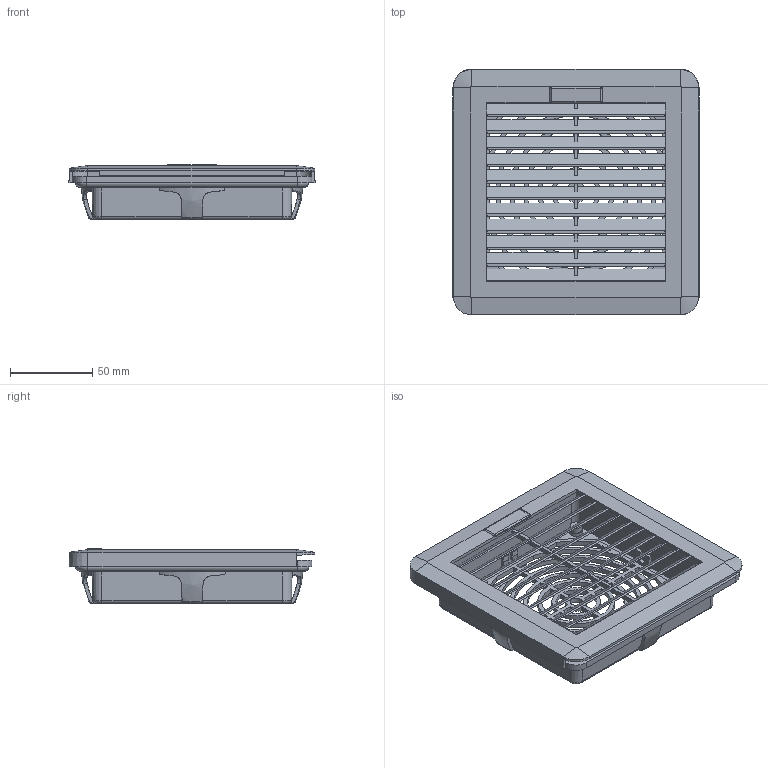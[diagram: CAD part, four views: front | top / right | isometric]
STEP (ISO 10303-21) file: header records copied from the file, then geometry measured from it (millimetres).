
FILE_DESCRIPTION(/* description */ (''),/* implementation_level */ '2;1');
FILE_NAME(/* name */ 'NLF-15.step',/* time_stamp */ '2022-06-22T11:40:39+03:00',/* author */ (''),/* organization */ (''),/* preprocessor_version */ 'ST-DEVELOPER v19',/* originating_system */ 'Autodesk Translation Framework v11.7.0.108',/* authorisation */ '');
FILE_SCHEMA (('AUTOMOTIVE_DESIGN { 1 0 10303 214 3 1 1 }'));
Length unit declared in the file: millimetre
Products named in the file (6): (Unsaved); NLF_15_СБ; NLF-15_Корпус; NLF-15_Крышка; NLF _ защелка; ЛОГО
Assembly tree (8 placements, depth 3):
  (Unsaved)
    NLF_15_СБ
      NLF-15_Корпус
      NLF-15_Крышка
      NLF _ защелка  x4
      ЛОГО
Bounding box: 150 x 149.8 x 33 mm (x, y, z)
Volume: 114792 mm3; surface area: 137317.4 mm2
Topology: 8 solids, 8 shells, 594 faces, 1651 edges, 1064 vertices
Faces by surface type: plane 401, cylinder 137, cone 24, bspline 16, torus 12, sphere 4
Full cylindrical faces by diameter (mm): 3 x4, 4 x4, 7 x4, 7.5 x1, 8 x4
Entity records: 16456 total; most frequent: CARTESIAN_POINT 3029, ORIENTED_EDGE 2780, DIRECTION 2681, EDGE_CURVE 1390, LINE 1061, VECTOR 1061, VERTEX_POINT 890, AXIS2_PLACEMENT_3D 810
